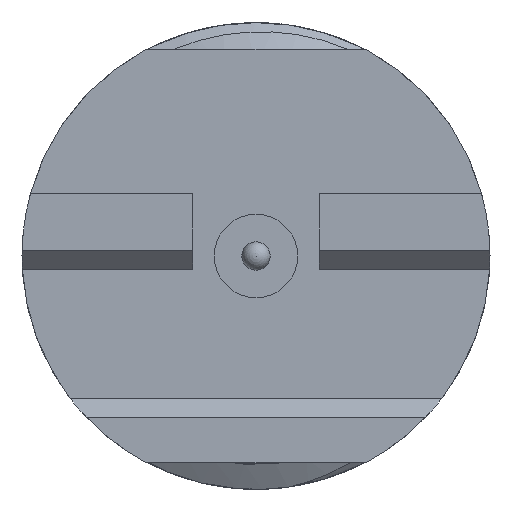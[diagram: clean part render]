
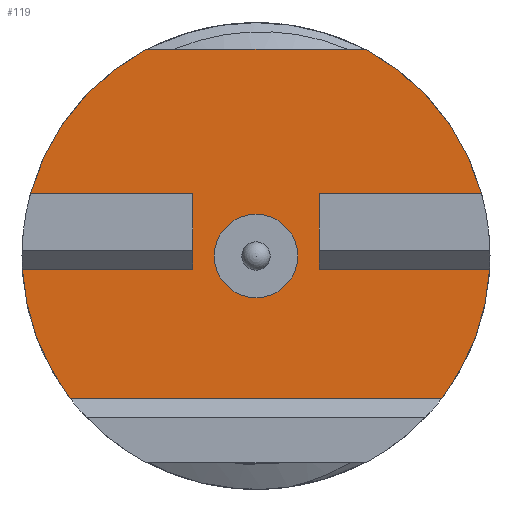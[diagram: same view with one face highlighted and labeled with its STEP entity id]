
A CAD part, left-side view. The second image highlights one B-rep face of the part: STEP entity #119.
In plain terms, the highlighted planar face has unit normal (-1, 0, 0).
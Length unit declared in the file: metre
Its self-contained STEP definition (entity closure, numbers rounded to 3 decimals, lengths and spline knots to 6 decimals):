
#119 = ADVANCED_FACE( '', ( #255, #256 ), #257, .T. );
#255 = FACE_OUTER_BOUND( '', #1063, .T. );
#256 = FACE_BOUND( '', #1064, .T. );
#257 = PLANE( '', #1065 );
#1063 = EDGE_LOOP( '', ( #1545, #1546, #1547, #1548, #1549, #1550, #1551, #1552, #1553, #1554, #1555, #1556 ) );
#1064 = EDGE_LOOP( '', ( #1557 ) );
#1065 = AXIS2_PLACEMENT_3D( '', #1558, #1559, #1560 );
#1545 = ORIENTED_EDGE( '', *, *, #1722, .F. );
#1546 = ORIENTED_EDGE( '', *, *, #1674, .T. );
#1547 = ORIENTED_EDGE( '', *, *, #1692, .T. );
#1548 = ORIENTED_EDGE( '', *, *, #1732, .T. );
#1549 = ORIENTED_EDGE( '', *, *, #1735, .T. );
#1550 = ORIENTED_EDGE( '', *, *, #1669, .T. );
#1551 = ORIENTED_EDGE( '', *, *, #1682, .T. );
#1552 = ORIENTED_EDGE( '', *, *, #1656, .T. );
#1553 = ORIENTED_EDGE( '', *, *, #1646, .T. );
#1554 = ORIENTED_EDGE( '', *, *, #1718, .T. );
#1555 = ORIENTED_EDGE( '', *, *, #1677, .T. );
#1556 = ORIENTED_EDGE( '', *, *, #1652, .T. );
#1557 = ORIENTED_EDGE( '', *, *, #1710, .F. );
#1558 = CARTESIAN_POINT( '', ( 0.000864, 0., 0.000559 ) );
#1559 = DIRECTION( '', ( -1., 0., 0. ) );
#1560 = DIRECTION( '', ( 0., 1., 0. ) );
#1646 = EDGE_CURVE( '', #1770, #1774, #1776, .T. );
#1652 = EDGE_CURVE( '', #1787, #1785, #1788, .T. );
#1656 = EDGE_CURVE( '', #1794, #1770, #1795, .T. );
#1669 = EDGE_CURVE( '', #1817, #1815, #1818, .T. );
#1674 = EDGE_CURVE( '', #1827, #1825, #1828, .T. );
#1677 = EDGE_CURVE( '', #1831, #1787, #1832, .T. );
#1682 = EDGE_CURVE( '', #1815, #1794, #1838, .T. );
#1692 = EDGE_CURVE( '', #1825, #1851, #1852, .T. );
#1710 = EDGE_CURVE( '', #1878, #1878, #1879, .T. );
#1718 = EDGE_CURVE( '', #1774, #1831, #1889, .T. );
#1722 = EDGE_CURVE( '', #1827, #1785, #1893, .T. );
#1732 = EDGE_CURVE( '', #1851, #1902, #1904, .T. );
#1735 = EDGE_CURVE( '', #1902, #1817, #1907, .T. );
#1770 = VERTEX_POINT( '', #2021 );
#1774 = VERTEX_POINT( '', #2027 );
#1776 = LINE( '', #2030, #2031 );
#1785 = VERTEX_POINT( '', #2041 );
#1787 = VERTEX_POINT( '', #2044 );
#1788 = CIRCLE( '', #2045, 0.003137 );
#1794 = VERTEX_POINT( '', #2052 );
#1795 = CIRCLE( '', #2053, 0.003137 );
#1815 = VERTEX_POINT( '', #2236 );
#1817 = VERTEX_POINT( '', #2239 );
#1818 = CIRCLE( '', #2240, 0.003137 );
#1825 = VERTEX_POINT( '', #2248 );
#1827 = VERTEX_POINT( '', #2251 );
#1828 = CIRCLE( '', #2252, 0.003137 );
#1831 = VERTEX_POINT( '', #2256 );
#1832 = LINE( '', #2257, #2258 );
#1838 = LINE( '', #2267, #2268 );
#1851 = VERTEX_POINT( '', #2304 );
#1852 = LINE( '', #2305, #2306 );
#1878 = VERTEX_POINT( '', #2400 );
#1879 = CIRCLE( '', #2401, 0.000559 );
#1889 = LINE( '', #2414, #2415 );
#1893 = LINE( '', #2496, #2497 );
#1902 = VERTEX_POINT( '', #2573 );
#1904 = LINE( '', #2576, #2577 );
#1907 = LINE( '', #2581, #2582 );
#2021 = CARTESIAN_POINT( '', ( 0.000864, -0.003132, -0.000178 ) );
#2027 = CARTESIAN_POINT( '', ( 0.000864, -0.000851, -0.000178 ) );
#2030 = CARTESIAN_POINT( '', ( 0.000864, -0.000851, -0.000178 ) );
#2031 = VECTOR( '', #2617, 1. );
#2041 = CARTESIAN_POINT( '', ( 0.000864, -0.001475, 0.002769 ) );
#2044 = CARTESIAN_POINT( '', ( 0.000864, -0.003023, 0.000838 ) );
#2045 = AXIS2_PLACEMENT_3D( '', #2626, #2627, #2628 );
#2052 = CARTESIAN_POINT( '', ( 0.000864, -0.002492, -0.001905 ) );
#2053 = AXIS2_PLACEMENT_3D( '', #2636, #2637, #2638 );
#2236 = CARTESIAN_POINT( '', ( 0.000864, 0.002492, -0.001905 ) );
#2239 = CARTESIAN_POINT( '', ( 0.000864, 0.003132, -0.000178 ) );
#2240 = AXIS2_PLACEMENT_3D( '', #2654, #2655, #2656 );
#2248 = CARTESIAN_POINT( '', ( 0.000864, 0.003023, 0.000838 ) );
#2251 = CARTESIAN_POINT( '', ( 0.000864, 0.001475, 0.002769 ) );
#2252 = AXIS2_PLACEMENT_3D( '', #2665, #2666, #2667 );
#2256 = CARTESIAN_POINT( '', ( 0.000864, -0.000851, 0.000838 ) );
#2257 = CARTESIAN_POINT( '', ( 0.000864, -0.000851, 0.000838 ) );
#2258 = VECTOR( '', #2669, 1. );
#2267 = CARTESIAN_POINT( '', ( 0.000864, 0.002492, -0.001905 ) );
#2268 = VECTOR( '', #2673, 1. );
#2304 = CARTESIAN_POINT( '', ( 0.000864, 0.000851, 0.000838 ) );
#2305 = CARTESIAN_POINT( '', ( 0.000864, 0.003023, 0.000838 ) );
#2306 = VECTOR( '', #2680, 1. );
#2400 = CARTESIAN_POINT( '', ( 0.000864, 0., 0.000559 ) );
#2401 = AXIS2_PLACEMENT_3D( '', #2702, #2703, #2704 );
#2414 = CARTESIAN_POINT( '', ( 0.000864, -0.000851, 0.000838 ) );
#2415 = VECTOR( '', #2711, 1. );
#2496 = CARTESIAN_POINT( '', ( 0.000864, 0., 0.002769 ) );
#2497 = VECTOR( '', #2712, 1. );
#2573 = CARTESIAN_POINT( '', ( 0.000864, 0.000851, -0.000178 ) );
#2576 = CARTESIAN_POINT( '', ( 0.000864, 0.000851, 0.000838 ) );
#2577 = VECTOR( '', #2717, 1. );
#2581 = CARTESIAN_POINT( '', ( 0.000864, 0.003132, -0.000178 ) );
#2582 = VECTOR( '', #2719, 1. );
#2617 = DIRECTION( '', ( 0., 1., 0. ) );
#2626 = CARTESIAN_POINT( '', ( 0.000864, 0., 0. ) );
#2627 = DIRECTION( '', ( -1., 0., 0. ) );
#2628 = DIRECTION( '', ( 0., 0., 1. ) );
#2636 = CARTESIAN_POINT( '', ( 0.000864, 0., 0. ) );
#2637 = DIRECTION( '', ( -1., 0., 0. ) );
#2638 = DIRECTION( '', ( 0., 0., 1. ) );
#2654 = CARTESIAN_POINT( '', ( 0.000864, 0., 0. ) );
#2655 = DIRECTION( '', ( -1., 0., 0. ) );
#2656 = DIRECTION( '', ( 0., 0., 1. ) );
#2665 = CARTESIAN_POINT( '', ( 0.000864, 0., 0. ) );
#2666 = DIRECTION( '', ( -1., 0., 0. ) );
#2667 = DIRECTION( '', ( 0., 0., 1. ) );
#2669 = DIRECTION( '', ( 0., -1., 0. ) );
#2673 = DIRECTION( '', ( 0., -1., 0. ) );
#2680 = DIRECTION( '', ( 0., -1., 0. ) );
#2702 = CARTESIAN_POINT( '', ( 0.000864, 0., 0. ) );
#2703 = DIRECTION( '', ( -1., 0., 0. ) );
#2704 = DIRECTION( '', ( 0., 0., 1. ) );
#2711 = DIRECTION( '', ( 0., 0., 1. ) );
#2712 = DIRECTION( '', ( 0., -1., 0. ) );
#2717 = DIRECTION( '', ( 0., 0., -1. ) );
#2719 = DIRECTION( '', ( 0., 1., 0. ) );
